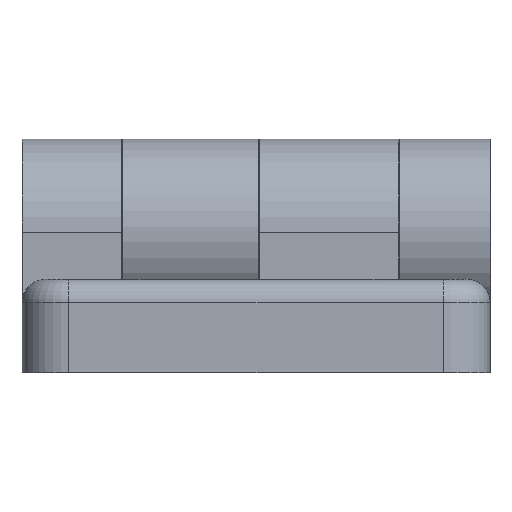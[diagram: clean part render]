
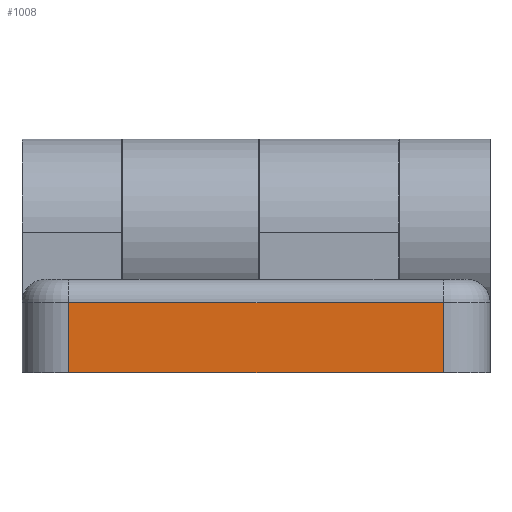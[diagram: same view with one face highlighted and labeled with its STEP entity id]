
A CAD part, left-side view. The second image highlights one B-rep face of the part: STEP entity #1008.
In plain terms, the highlighted face is planar.
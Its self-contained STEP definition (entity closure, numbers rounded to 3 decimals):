
#60=PLANE('',#1148);
#322=ORIENTED_EDGE('',*,*,#517,.F.);
#323=ORIENTED_EDGE('',*,*,#472,.T.);
#324=ORIENTED_EDGE('',*,*,#518,.T.);
#325=ORIENTED_EDGE('',*,*,#513,.T.);
#472=EDGE_CURVE('',#588,#587,#671,.F.);
#513=EDGE_CURVE('',#619,#620,#698,.T.);
#517=EDGE_CURVE('',#588,#620,#700,.T.);
#518=EDGE_CURVE('',#587,#619,#701,.T.);
#587=VERTEX_POINT('',#1664);
#588=VERTEX_POINT('',#1666);
#619=VERTEX_POINT('',#1751);
#620=VERTEX_POINT('',#1752);
#671=LINE('',#1665,#745);
#698=LINE('',#1750,#772);
#700=LINE('',#1758,#774);
#701=LINE('',#1759,#775);
#745=VECTOR('',#1342,1000.);
#772=VECTOR('',#1413,1000.);
#774=VECTOR('',#1421,1000.);
#775=VECTOR('',#1422,1000.);
#829=EDGE_LOOP('',(#322,#323,#324,#325));
#911=FACE_BOUND('',#829,.T.);
#1008=ADVANCED_FACE('',(#911),#60,.F.);
#1148=AXIS2_PLACEMENT_3D('',#1757,#1419,#1420);
#1342=DIRECTION('',(0.,0.,-1.));
#1413=DIRECTION('',(0.,0.,-1.));
#1419=DIRECTION('',(-1.,0.,0.));
#1420=DIRECTION('',(0.,0.,1.));
#1421=DIRECTION('',(0.,-1.,0.));
#1422=DIRECTION('',(0.,-1.,0.));
#1664=CARTESIAN_POINT('',(16.,-3.,8.));
#1665=CARTESIAN_POINT('',(16.,-3.,10.));
#1666=CARTESIAN_POINT('',(16.,-3.,-8.));
#1750=CARTESIAN_POINT('',(16.,-6.,10.));
#1751=CARTESIAN_POINT('',(16.,-6.,8.));
#1752=CARTESIAN_POINT('',(16.,-6.,-8.));
#1757=CARTESIAN_POINT('',(16.,-6.,10.));
#1758=CARTESIAN_POINT('',(16.,-2.,-8.));
#1759=CARTESIAN_POINT('',(16.,-2.,8.));
